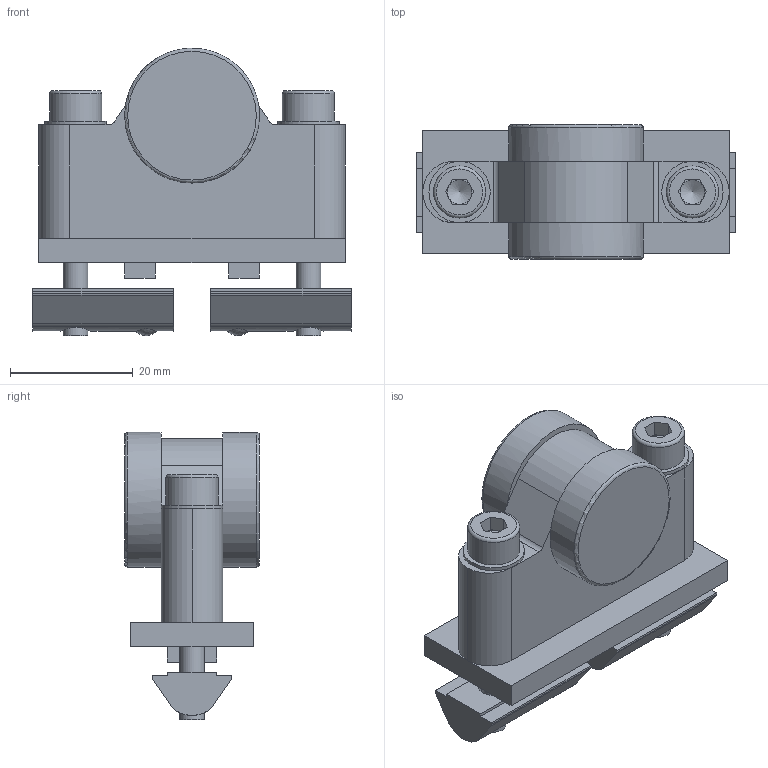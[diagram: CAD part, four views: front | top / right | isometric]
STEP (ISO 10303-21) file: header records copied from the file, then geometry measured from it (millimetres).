
FILE_DESCRIPTION(/* description */ (''),/* implementation_level */ '2;1');
FILE_NAME(/* name */ '140700',/* time_stamp */ '2014-10-06T15:49:25+02:00',/* author */ (''),/* organization */ (''),/* preprocessor_version */ 'ST-DEVELOPER v14',/* originating_system */ 'HiCAD 2013 1802.4 Build 509',/* authorisation */ '');
FILE_SCHEMA (('AUTOMOTIVE_DESIGN { 1 0 10303 214 1 1 1 1 }'));
Length unit declared in the file: millimetre
Products named in the file (8): Root; 140700Schuifdeur loopwagenBOIKON; 901904Kartelring  DIN 6798A EV M5BOIKON0; 122320Sleufmoer 8 - M5 met kogelBOIKON; 900064Cil. inbusbout DIN 912 EV M5 x 35BOIKON0
Assembly tree (7 placements, depth 3):
  Root
    140700Schuifdeur loopwagenBOIKON
      901904Kartelring  DIN 6798A EV M5BOIKON0
      901904Kartelring  DIN 6798A EV M5BOIKON0
      122320Sleufmoer 8 - M5 met kogelBOIKON
      122320Sleufmoer 8 - M5 met kogelBOIKON
      900064Cil. inbusbout DIN 912 EV M5 x 35BOIKON0
      900064Cil. inbusbout DIN 912 EV M5 x 35BOIKON0
Bounding box: 52 x 22 x 46.89 mm (x, y, z)
Volume: 22771.2 mm3; surface area: 10567.8 mm2
Topology: 7 solids, 7 shells, 126 faces, 300 edges, 197 vertices
Faces by surface type: plane 83, cylinder 33, cone 4, torus 4, sphere 2
Full cylindrical faces by diameter (mm): 4.019 x2, 5 x4, 5.3 x2, 5.5 x2, 8.5 x2, 10 x2, 22 x2
Entity records: 7815 total; most frequent: CARTESIAN_POINT 2203, DIRECTION 620, PRESENTATION_STYLE_ASSIGNMENT 531, COLOUR_RGB 528, DRAUGHTING_PRE_DEFINED_CURVE_FONT 524, CURVE_STYLE 524, OVER_RIDING_STYLED_ITEM 524, ORIENTED_EDGE 524
